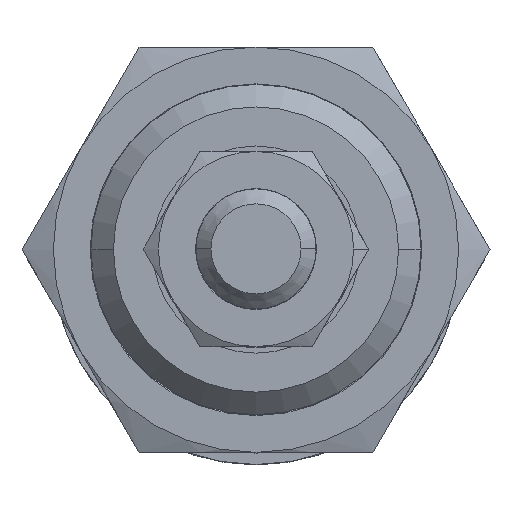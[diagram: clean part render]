
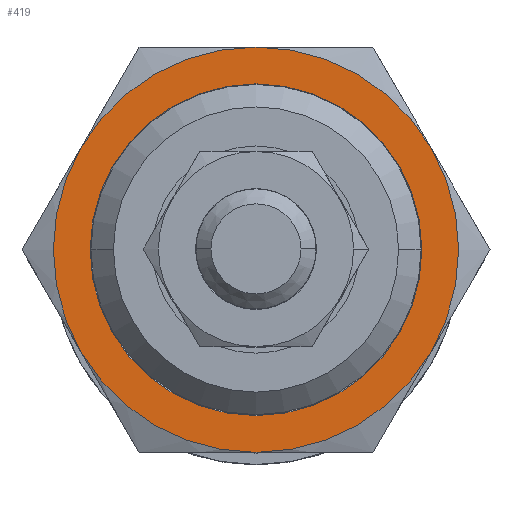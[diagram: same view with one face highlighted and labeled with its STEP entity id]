
A CAD part, top view. The second image highlights one B-rep face of the part: STEP entity #419.
In plain terms, the highlighted planar face has unit normal (0, 0, 1).
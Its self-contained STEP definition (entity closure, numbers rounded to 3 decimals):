
#230 = AXIS2_PLACEMENT_3D ( 'NONE', #5595, #10327, #11257 ) ;
#419 = ADVANCED_FACE ( 'NONE', ( #1861, #4870 ), #3772, .F. ) ;
#579 = VERTEX_POINT ( 'NONE', #3158 ) ;
#670 = ORIENTED_EDGE ( 'NONE', *, *, #4810, .T. ) ;
#1312 = DIRECTION ( 'NONE',  ( 0., 0., -1. ) ) ;
#1457 = CIRCLE ( 'NONE', #3821, 11.05 ) ;
#1472 = DIRECTION ( 'NONE',  ( 0., 0., -1. ) ) ;
#1629 = CARTESIAN_POINT ( 'NONE',  ( 0., 0., 479. ) ) ;
#1861 = FACE_BOUND ( 'NONE', #11008, .T. ) ;
#2008 = CIRCLE ( 'NONE', #4168, 13.5 ) ;
#2038 = VERTEX_POINT ( 'NONE', #4624 ) ;
#2058 = EDGE_CURVE ( 'NONE', #3623, #10320, #11994, .T. ) ;
#2115 = DIRECTION ( 'NONE',  ( 0., 0., -1. ) ) ;
#2351 = CARTESIAN_POINT ( 'NONE',  ( 0., -13.5, 479. ) ) ;
#2509 = EDGE_CURVE ( 'NONE', #10320, #7667, #9445, .T. ) ;
#2554 = DIRECTION ( 'NONE',  ( 0., 0., -1. ) ) ;
#2932 = EDGE_CURVE ( 'NONE', #10092, #2038, #3000, .T. ) ;
#3000 = CIRCLE ( 'NONE', #9061, 11.05 ) ;
#3018 = ORIENTED_EDGE ( 'NONE', *, *, #2932, .T. ) ;
#3056 = CARTESIAN_POINT ( 'NONE',  ( 0., 0., 479. ) ) ;
#3137 = CARTESIAN_POINT ( 'NONE',  ( 9.57, 5.525, 479. ) ) ;
#3158 = CARTESIAN_POINT ( 'NONE',  ( -11.691, -6.75, 479. ) ) ;
#3604 = CARTESIAN_POINT ( 'NONE',  ( 11.691, 6.75, 479. ) ) ;
#3609 = EDGE_CURVE ( 'NONE', #8869, #3623, #11820, .T. ) ;
#3623 = VERTEX_POINT ( 'NONE', #10977 ) ;
#3772 = PLANE ( 'NONE',  #12151 ) ;
#3821 = AXIS2_PLACEMENT_3D ( 'NONE', #9723, #1312, #5050 ) ;
#4121 = ORIENTED_EDGE ( 'NONE', *, *, #2509, .F. ) ;
#4140 = CARTESIAN_POINT ( 'NONE',  ( 0., 0., 479. ) ) ;
#4168 = AXIS2_PLACEMENT_3D ( 'NONE', #4140, #10769, #11702 ) ;
#4280 = CIRCLE ( 'NONE', #8010, 13.5 ) ;
#4599 = ORIENTED_EDGE ( 'NONE', *, *, #2058, .F. ) ;
#4624 = CARTESIAN_POINT ( 'NONE',  ( -9.57, -5.525, 479. ) ) ;
#4810 = EDGE_CURVE ( 'NONE', #2038, #10092, #1457, .T. ) ;
#4870 = FACE_OUTER_BOUND ( 'NONE', #9431, .T. ) ;
#5050 = DIRECTION ( 'NONE',  ( 0.866, 0.5, 0. ) ) ;
#5163 = DIRECTION ( 'NONE',  ( 0.866, 0.5, 0. ) ) ;
#5214 = CARTESIAN_POINT ( 'NONE',  ( 0., 0., 479. ) ) ;
#5379 = DIRECTION ( 'NONE',  ( 0., 0., -1. ) ) ;
#5595 = CARTESIAN_POINT ( 'NONE',  ( 0., 0., 479. ) ) ;
#6237 = CIRCLE ( 'NONE', #7218, 13.5 ) ;
#6630 = VERTEX_POINT ( 'NONE', #2351 ) ;
#6791 = DIRECTION ( 'NONE',  ( 0.866, 0.5, 0. ) ) ;
#7004 = DIRECTION ( 'NONE',  ( 0., 0., -1. ) ) ;
#7073 = DIRECTION ( 'NONE',  ( 0., 0., -1. ) ) ;
#7123 = AXIS2_PLACEMENT_3D ( 'NONE', #5214, #1472, #7983 ) ;
#7218 = AXIS2_PLACEMENT_3D ( 'NONE', #11806, #7004, #5163 ) ;
#7405 = CARTESIAN_POINT ( 'NONE',  ( -11.691, 6.75, 479. ) ) ;
#7667 = VERTEX_POINT ( 'NONE', #11339 ) ;
#7889 = AXIS2_PLACEMENT_3D ( 'NONE', #10058, #5379, #9128 ) ;
#7900 = EDGE_CURVE ( 'NONE', #579, #8869, #4280, .T. ) ;
#7983 = DIRECTION ( 'NONE',  ( 0.866, 0.5, 0. ) ) ;
#8010 = AXIS2_PLACEMENT_3D ( 'NONE', #3056, #7073, #6791 ) ;
#8212 = EDGE_CURVE ( 'NONE', #6630, #579, #6237, .T. ) ;
#8377 = DIRECTION ( 'NONE',  ( 0.866, 0.5, 0. ) ) ;
#8557 = CARTESIAN_POINT ( 'NONE',  ( 0., 0., 479. ) ) ;
#8713 = ORIENTED_EDGE ( 'NONE', *, *, #10985, .F. ) ;
#8869 = VERTEX_POINT ( 'NONE', #7405 ) ;
#9061 = AXIS2_PLACEMENT_3D ( 'NONE', #1629, #2554, #8377 ) ;
#9128 = DIRECTION ( 'NONE',  ( 0.866, 0.5, 0. ) ) ;
#9159 = ORIENTED_EDGE ( 'NONE', *, *, #3609, .F. ) ;
#9431 = EDGE_LOOP ( 'NONE', ( #4121, #4599, #9159, #9963, #10189, #8713 ) ) ;
#9445 = CIRCLE ( 'NONE', #7889, 13.5 ) ;
#9723 = CARTESIAN_POINT ( 'NONE',  ( 0., 0., 479. ) ) ;
#9963 = ORIENTED_EDGE ( 'NONE', *, *, #7900, .F. ) ;
#10058 = CARTESIAN_POINT ( 'NONE',  ( 0., 0., 479. ) ) ;
#10092 = VERTEX_POINT ( 'NONE', #3137 ) ;
#10189 = ORIENTED_EDGE ( 'NONE', *, *, #8212, .F. ) ;
#10320 = VERTEX_POINT ( 'NONE', #3604 ) ;
#10327 = DIRECTION ( 'NONE',  ( 0., 0., -1. ) ) ;
#10769 = DIRECTION ( 'NONE',  ( 0., 0., -1. ) ) ;
#10977 = CARTESIAN_POINT ( 'NONE',  ( 0., 13.5, 479. ) ) ;
#10985 = EDGE_CURVE ( 'NONE', #7667, #6630, #2008, .T. ) ;
#11008 = EDGE_LOOP ( 'NONE', ( #670, #3018 ) ) ;
#11257 = DIRECTION ( 'NONE',  ( 0.866, 0.5, 0. ) ) ;
#11263 = DIRECTION ( 'NONE',  ( 0.866, 0.5, 0. ) ) ;
#11339 = CARTESIAN_POINT ( 'NONE',  ( 11.691, -6.75, 479. ) ) ;
#11702 = DIRECTION ( 'NONE',  ( 0.866, 0.5, 0. ) ) ;
#11806 = CARTESIAN_POINT ( 'NONE',  ( 0., 0., 479. ) ) ;
#11820 = CIRCLE ( 'NONE', #7123, 13.5 ) ;
#11994 = CIRCLE ( 'NONE', #230, 13.5 ) ;
#12151 = AXIS2_PLACEMENT_3D ( 'NONE', #8557, #2115, #11263 ) ;
